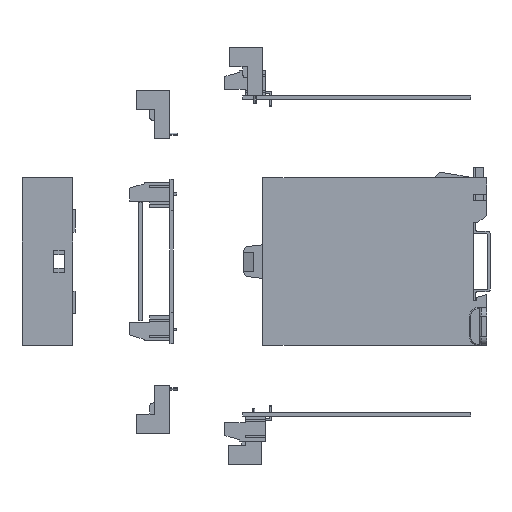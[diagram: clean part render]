
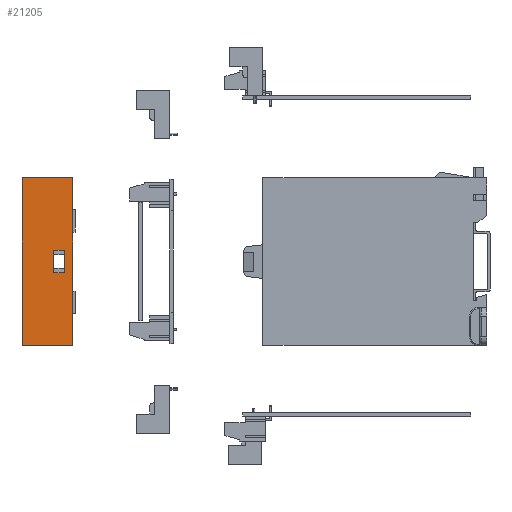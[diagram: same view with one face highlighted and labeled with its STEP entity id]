
A CAD part, left-side view. The second image highlights one B-rep face of the part: STEP entity #21205.
In plain terms, the highlighted planar face has unit normal (-1, 0, 0).
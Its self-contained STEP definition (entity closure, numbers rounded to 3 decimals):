
#265 = EDGE_CURVE ( 'NONE', #4481, #11357, #22198, .T. ) ;
#662 = DIRECTION ( 'NONE',  ( 0., 1., 0. ) ) ;
#1085 = DIRECTION ( 'NONE',  ( 0., 0., 1. ) ) ;
#1122 = FACE_BOUND ( 'NONE', #11392, .T. ) ;
#1696 = CARTESIAN_POINT ( 'NONE',  ( -11.25, 22.7, 37.5 ) ) ;
#1744 = CARTESIAN_POINT ( 'NONE',  ( -11.25, 0., -37.5 ) ) ;
#2746 = VECTOR ( 'NONE', #23290, 1000. ) ;
#4481 = VERTEX_POINT ( 'NONE', #9073 ) ;
#4614 = CARTESIAN_POINT ( 'NONE',  ( -11.25, 3.8, -5. ) ) ;
#5278 = LINE ( 'NONE', #26124, #2746 ) ;
#5375 = ORIENTED_EDGE ( 'NONE', *, *, #33244, .F. ) ;
#5959 = LINE ( 'NONE', #22565, #27404 ) ;
#8561 = EDGE_CURVE ( 'NONE', #13626, #27783, #17113, .T. ) ;
#9073 = CARTESIAN_POINT ( 'NONE',  ( -11.25, 8.5, 5. ) ) ;
#9262 = EDGE_CURVE ( 'NONE', #12304, #16241, #5278, .T. ) ;
#9335 = ORIENTED_EDGE ( 'NONE', *, *, #8561, .F. ) ;
#9862 = ORIENTED_EDGE ( 'NONE', *, *, #16810, .T. ) ;
#10290 = CARTESIAN_POINT ( 'NONE',  ( -11.25, 0., 37.5 ) ) ;
#10991 = DIRECTION ( 'NONE',  ( 0., -1., 0. ) ) ;
#11357 = VERTEX_POINT ( 'NONE', #30986 ) ;
#11392 = EDGE_LOOP ( 'NONE', ( #9335, #22574, #28040, #5375 ) ) ;
#11888 = VECTOR ( 'NONE', #13450, 1000. ) ;
#11940 = DIRECTION ( 'NONE',  ( 1., 0., 0. ) ) ;
#12159 = CARTESIAN_POINT ( 'NONE',  ( -11.25, 3.8, -5. ) ) ;
#12304 = VERTEX_POINT ( 'NONE', #27279 ) ;
#12521 = VECTOR ( 'NONE', #662, 1000. ) ;
#13327 = CARTESIAN_POINT ( 'NONE',  ( -11.25, 8.5, -5. ) ) ;
#13450 = DIRECTION ( 'NONE',  ( 0., 0., -1. ) ) ;
#13626 = VERTEX_POINT ( 'NONE', #4614 ) ;
#15401 = EDGE_CURVE ( 'NONE', #11357, #13626, #24178, .T. ) ;
#16241 = VERTEX_POINT ( 'NONE', #33156 ) ;
#16810 = EDGE_CURVE ( 'NONE', #17460, #23161, #5959, .T. ) ;
#17113 = LINE ( 'NONE', #12159, #20911 ) ;
#17460 = VERTEX_POINT ( 'NONE', #1744 ) ;
#18556 = AXIS2_PLACEMENT_3D ( 'NONE', #19951, #11940, #28386 ) ;
#18711 = VECTOR ( 'NONE', #20833, 1000. ) ;
#19559 = DIRECTION ( 'NONE',  ( 0., -1., 0. ) ) ;
#19951 = CARTESIAN_POINT ( 'NONE',  ( -11.25, 22.7, -37.5 ) ) ;
#19960 = VECTOR ( 'NONE', #10991, 1000. ) ;
#20833 = DIRECTION ( 'NONE',  ( 0., -1., 0. ) ) ;
#20911 = VECTOR ( 'NONE', #30957, 1000. ) ;
#21205 = ADVANCED_FACE ( 'NONE', ( #1122, #25492 ), #25710, .F. ) ;
#22198 = LINE ( 'NONE', #13327, #11888 ) ;
#22565 = CARTESIAN_POINT ( 'NONE',  ( -11.25, 0., -37.5 ) ) ;
#22574 = ORIENTED_EDGE ( 'NONE', *, *, #15401, .F. ) ;
#23161 = VERTEX_POINT ( 'NONE', #10290 ) ;
#23290 = DIRECTION ( 'NONE',  ( 0., 0., 1. ) ) ;
#24178 = LINE ( 'NONE', #29576, #19960 ) ;
#24963 = CARTESIAN_POINT ( 'NONE',  ( -11.25, 22.7, -37.5 ) ) ;
#25312 = CARTESIAN_POINT ( 'NONE',  ( -11.25, 3.8, 5. ) ) ;
#25492 = FACE_OUTER_BOUND ( 'NONE', #33624, .T. ) ;
#25603 = LINE ( 'NONE', #29669, #12521 ) ;
#25710 = PLANE ( 'NONE',  #18556 ) ;
#26124 = CARTESIAN_POINT ( 'NONE',  ( -11.25, 22.7, -37.5 ) ) ;
#27279 = CARTESIAN_POINT ( 'NONE',  ( -11.25, 22.7, -37.5 ) ) ;
#27404 = VECTOR ( 'NONE', #1085, 1000. ) ;
#27783 = VERTEX_POINT ( 'NONE', #25312 ) ;
#27835 = EDGE_CURVE ( 'NONE', #12304, #17460, #34788, .T. ) ;
#28040 = ORIENTED_EDGE ( 'NONE', *, *, #265, .F. ) ;
#28386 = DIRECTION ( 'NONE',  ( 0., 0., -1. ) ) ;
#28787 = LINE ( 'NONE', #1696, #18711 ) ;
#29398 = ORIENTED_EDGE ( 'NONE', *, *, #27835, .T. ) ;
#29576 = CARTESIAN_POINT ( 'NONE',  ( -11.25, 8.5, -5. ) ) ;
#29641 = EDGE_CURVE ( 'NONE', #16241, #23161, #28787, .T. ) ;
#29669 = CARTESIAN_POINT ( 'NONE',  ( -11.25, 8.5, 5. ) ) ;
#29867 = ORIENTED_EDGE ( 'NONE', *, *, #9262, .F. ) ;
#30957 = DIRECTION ( 'NONE',  ( 0., 0., 1. ) ) ;
#30986 = CARTESIAN_POINT ( 'NONE',  ( -11.25, 8.5, -5. ) ) ;
#32310 = VECTOR ( 'NONE', #19559, 1000. ) ;
#33156 = CARTESIAN_POINT ( 'NONE',  ( -11.25, 22.7, 37.5 ) ) ;
#33244 = EDGE_CURVE ( 'NONE', #27783, #4481, #25603, .T. ) ;
#33624 = EDGE_LOOP ( 'NONE', ( #9862, #34188, #29867, #29398 ) ) ;
#34188 = ORIENTED_EDGE ( 'NONE', *, *, #29641, .F. ) ;
#34788 = LINE ( 'NONE', #24963, #32310 ) ;
